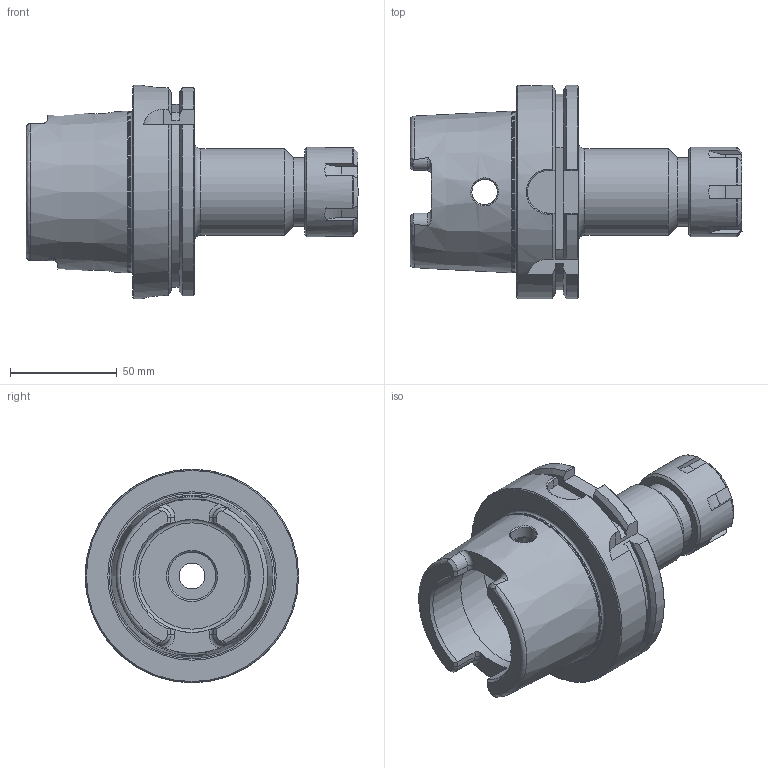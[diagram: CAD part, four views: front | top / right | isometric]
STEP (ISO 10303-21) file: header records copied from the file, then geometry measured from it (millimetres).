
FILE_DESCRIPTION((''),'2;1');
FILE_NAME('H100-25ERC416.stp','2014-08-08T11:58:24',('kaykin'),(''),'Autodesk Inventor 2012','Autodesk Inventor 2012','');
FILE_SCHEMA(('AUTOMOTIVE_DESIGN { 1 0 10303 214 1 1 1 1 }'));
Length unit declared in the file: inch
Products named in the file (3): H100-25ERC416; H100-25ER4-1; 25ERCN
Assembly tree (2 placements, depth 2):
  H100-25ERC416
    H100-25ER4-1
    25ERCN
Bounding box: 155.66 x 100 x 100 mm (x, y, z)
Volume: 324546.5 mm3; surface area: 67944.9 mm2
Topology: 2 solids, 2 shells, 192 faces, 498 edges, 319 vertices
Faces by surface type: plane 74, cylinder 53, cone 35, torus 19, bspline 11
Full cylindrical faces by diameter (mm): 10 x1, 11.989 x1, 12 x3, 15.748 x1, 18.034 x1, 19.939 x1, 20.18 x1, 22.377 x1, 25.016 x1, 26.86 x1, 30.5 x1, 32 x1, 32.88 x1, 40.513 x1, 42 x1, 53 x2, 63 x1, 75.364 x1, 100 x1
Entity records: 6659 total; most frequent: CARTESIAN_POINT 2169, ORIENTED_EDGE 884, DIRECTION 847, EDGE_CURVE 442, AXIS2_PLACEMENT_3D 345, VERTEX_POINT 307, EDGE_LOOP 253, FACE_OUTER_BOUND 192
